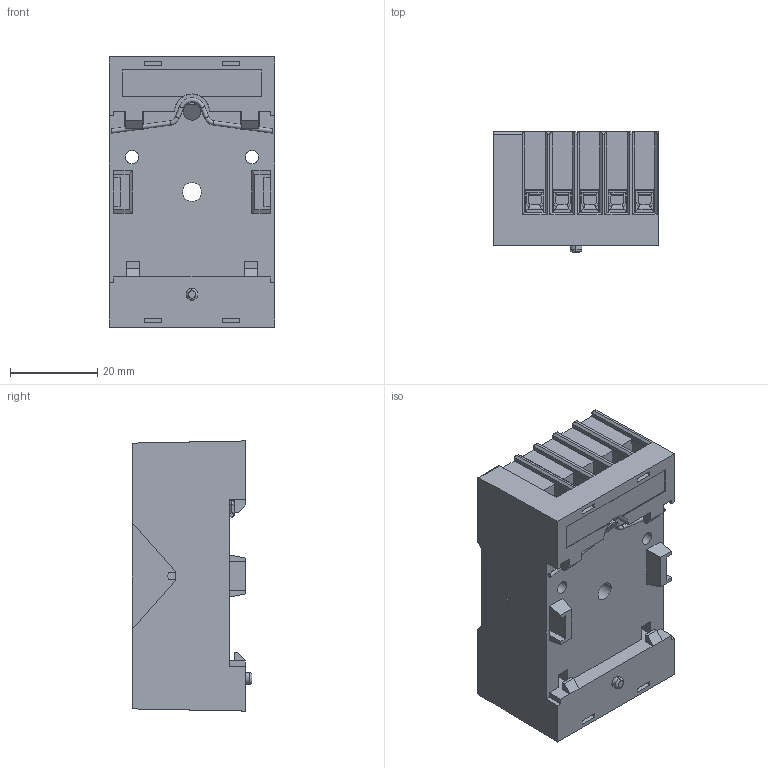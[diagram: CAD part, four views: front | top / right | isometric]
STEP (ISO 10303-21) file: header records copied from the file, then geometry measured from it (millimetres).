
FILE_DESCRIPTION (( 'STEP AP214' ), '1' );
FILE_NAME ('PYF-039BE.STEP', '2021-02-09T06:17:36', ( 'managet2' ), ( '' ), 'SwSTEP 2.0', 'SolidWorks 2016', '' );
FILE_SCHEMA (( 'AUTOMOTIVE_DESIGN' ));
Length unit declared in the file: millimetre
Products named in the file (15): 咈懤錪-1; PYF-039BE-1; PYF-039BE
Assembly tree (12 placements, depth 2):
  咈懤錪-1
  咈懤錪-1
  咈懤錪-1
  咈懤錪-1
  咈懤錪-1
Bounding box: 38 x 27.5 x 62 mm (x, y, z)
Surface area: 21059.1 mm2 (no closed solid volume)
Topology: 0 solids, 46 shells, 2240 faces, 5943 edges, 3826 vertices
Faces by surface type: plane 1807, cylinder 367, bspline 44, cone 22
Entity records: 25192 total; most frequent: CARTESIAN_POINT 5005, ORIENTED_EDGE 4226, DIRECTION 4015, EDGE_CURVE 2113, VECTOR 1687, LINE 1687, VERTEX_POINT 1376, AXIS2_PLACEMENT_3D 1164
